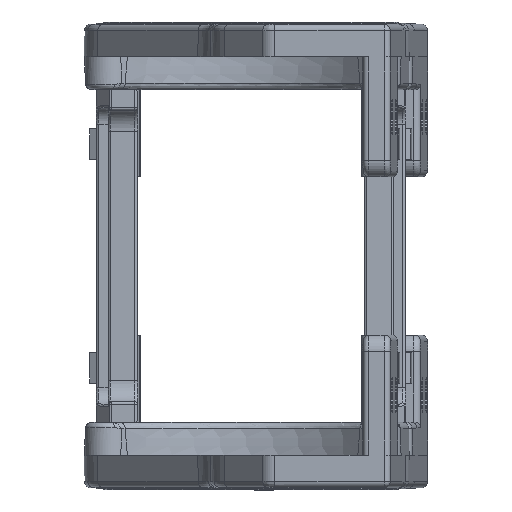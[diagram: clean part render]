
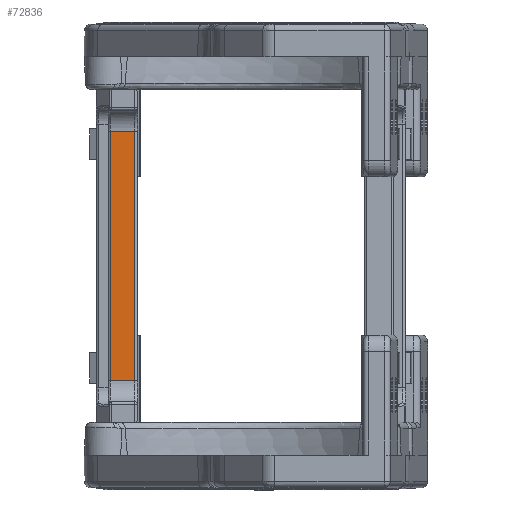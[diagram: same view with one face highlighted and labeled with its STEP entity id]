
A CAD part, left-side view. The second image highlights one B-rep face of the part: STEP entity #72836.
In plain terms, the highlighted planar face has unit normal (-1, 0, 0).
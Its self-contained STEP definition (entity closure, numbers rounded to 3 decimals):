
#1293 = VECTOR ( 'NONE', #3976, 1000. ) ;
#3976 = DIRECTION ( 'NONE',  ( 0., 0., 1. ) ) ;
#9116 = CARTESIAN_POINT ( 'NONE',  ( -141.824, 197.704, 51.847 ) ) ;
#9364 = VERTEX_POINT ( 'NONE', #83400 ) ;
#11881 = ORIENTED_EDGE ( 'NONE', *, *, #54372, .T. ) ;
#12252 = CARTESIAN_POINT ( 'NONE',  ( -141.824, 193.216, 52.647 ) ) ;
#12418 = CARTESIAN_POINT ( 'NONE',  ( -141.824, 197.704, 6.147 ) ) ;
#15325 = DIRECTION ( 'NONE',  ( 0., 1., 0. ) ) ;
#18187 = LINE ( 'NONE', #60922, #96724 ) ;
#23462 = EDGE_CURVE ( 'NONE', #29560, #48687, #95672, .T. ) ;
#24714 = CARTESIAN_POINT ( 'NONE',  ( -141.824, 197.704, -41.703 ) ) ;
#27839 = ORIENTED_EDGE ( 'NONE', *, *, #29260, .T. ) ;
#28288 = EDGE_LOOP ( 'NONE', ( #75743, #97500, #11881, #27839 ) ) ;
#28992 = CARTESIAN_POINT ( 'NONE',  ( -141.824, 193.216, 51.847 ) ) ;
#29260 = EDGE_CURVE ( 'NONE', #48798, #29560, #73503, .T. ) ;
#29560 = VERTEX_POINT ( 'NONE', #9116 ) ;
#32906 = CARTESIAN_POINT ( 'NONE',  ( -141.824, 98.254, -41.703 ) ) ;
#35736 = CARTESIAN_POINT ( 'NONE',  ( -141.824, 98.254, 51.847 ) ) ;
#44165 = FACE_OUTER_BOUND ( 'NONE', #28288, .T. ) ;
#48687 = VERTEX_POINT ( 'NONE', #12418 ) ;
#48798 = VERTEX_POINT ( 'NONE', #28992 ) ;
#53096 = EDGE_CURVE ( 'NONE', #9364, #48687, #18187, .T. ) ;
#54372 = EDGE_CURVE ( 'NONE', #9364, #48798, #57270, .T. ) ;
#57270 = LINE ( 'NONE', #12252, #1293 ) ;
#58083 = VECTOR ( 'NONE', #88981, 1000. ) ;
#60922 = CARTESIAN_POINT ( 'NONE',  ( -141.824, 98.254, 6.147 ) ) ;
#62011 = DIRECTION ( 'NONE',  ( 0., 0., -1. ) ) ;
#72836 = ADVANCED_FACE ( 'NONE', ( #44165 ), #78529, .T. ) ;
#73503 = LINE ( 'NONE', #35736, #58083 ) ;
#74297 = AXIS2_PLACEMENT_3D ( 'NONE', #32906, #94157, #86197 ) ;
#75743 = ORIENTED_EDGE ( 'NONE', *, *, #23462, .T. ) ;
#78529 = PLANE ( 'NONE',  #74297 ) ;
#83400 = CARTESIAN_POINT ( 'NONE',  ( -141.824, 193.216, 6.147 ) ) ;
#86197 = DIRECTION ( 'NONE',  ( 0., 0., 1. ) ) ;
#88981 = DIRECTION ( 'NONE',  ( 0., 1., 0. ) ) ;
#94157 = DIRECTION ( 'NONE',  ( -1., 0., 0. ) ) ;
#94443 = VECTOR ( 'NONE', #62011, 1000. ) ;
#95672 = LINE ( 'NONE', #24714, #94443 ) ;
#96724 = VECTOR ( 'NONE', #15325, 1000. ) ;
#97500 = ORIENTED_EDGE ( 'NONE', *, *, #53096, .F. ) ;
